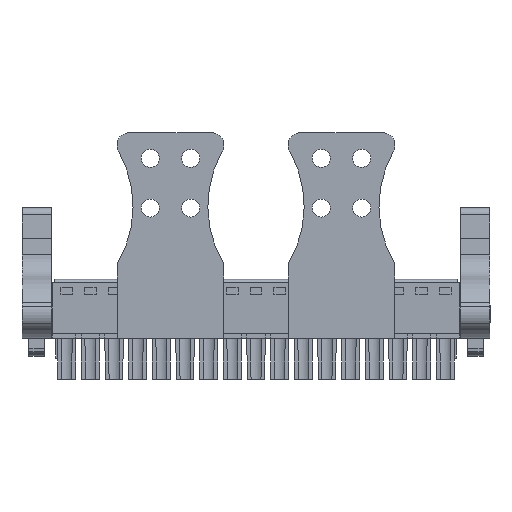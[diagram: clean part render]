
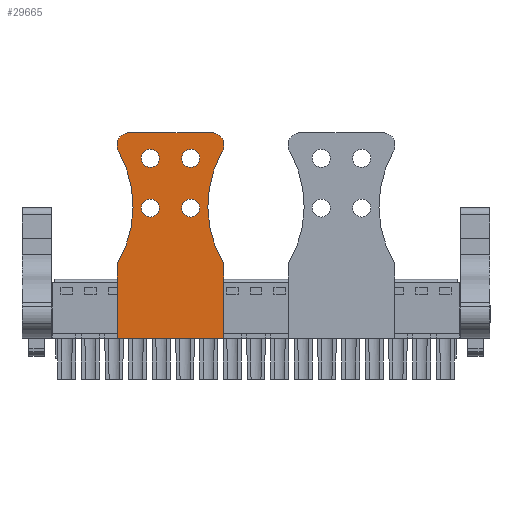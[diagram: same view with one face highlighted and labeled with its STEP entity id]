
A CAD part, front view. The second image highlights one B-rep face of the part: STEP entity #29665.
In plain terms, the highlighted planar face has unit normal (0, -1, 0).
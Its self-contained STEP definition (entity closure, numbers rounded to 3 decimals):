
#29331=AXIS2_PLACEMENT_3D('Circle Axis2P3D',#29329,#29330,$) ;
#29355=AXIS2_PLACEMENT_3D('Circle Axis2P3D',#29353,#29354,$) ;
#29403=AXIS2_PLACEMENT_3D('Circle Axis2P3D',#29401,#29402,$) ;
#29427=AXIS2_PLACEMENT_3D('Circle Axis2P3D',#29425,#29426,$) ;
#29451=AXIS2_PLACEMENT_3D('Circle Axis2P3D',#29449,#29450,$) ;
#29475=AXIS2_PLACEMENT_3D('Circle Axis2P3D',#29473,#29474,$) ;
#29499=AXIS2_PLACEMENT_3D('Circle Axis2P3D',#29497,#29498,$) ;
#29523=AXIS2_PLACEMENT_3D('Circle Axis2P3D',#29521,#29522,$) ;
#29547=AXIS2_PLACEMENT_3D('Circle Axis2P3D',#29545,#29546,$) ;
#29571=AXIS2_PLACEMENT_3D('Circle Axis2P3D',#29569,#29570,$) ;
#29595=AXIS2_PLACEMENT_3D('Circle Axis2P3D',#29593,#29594,$) ;
#29619=AXIS2_PLACEMENT_3D('Circle Axis2P3D',#29617,#29618,$) ;
#29632=AXIS2_PLACEMENT_3D('Plane Axis2P3D',#29629,#29630,#29631) ;
#29204=CARTESIAN_POINT('Vertex',(32.46,0.,18.601)) ;
#29207=CARTESIAN_POINT('Line Origine',(32.46,0.,12.6)) ;
#29211=CARTESIAN_POINT('Vertex',(32.46,0.,6.6)) ;
#29293=CARTESIAN_POINT('Vertex',(15.34,0.,6.6)) ;
#29296=CARTESIAN_POINT('Line Origine',(15.34,0.,12.6)) ;
#29300=CARTESIAN_POINT('Vertex',(15.34,0.,18.601)) ;
#29329=CARTESIAN_POINT('Axis2P3D Location',(-0.315,0.,27.873)) ;
#29333=CARTESIAN_POINT('Vertex',(15.556,0.,36.772)) ;
#29353=CARTESIAN_POINT('Axis2P3D Location',(17.3,0.,37.75)) ;
#29357=CARTESIAN_POINT('Vertex',(17.3,0.,39.75)) ;
#29377=CARTESIAN_POINT('Line Origine',(23.9,0.,39.75)) ;
#29381=CARTESIAN_POINT('Vertex',(30.5,0.,39.75)) ;
#29401=CARTESIAN_POINT('Axis2P3D Location',(30.5,0.,37.75)) ;
#29405=CARTESIAN_POINT('Vertex',(32.244,0.,36.772)) ;
#29425=CARTESIAN_POINT('Axis2P3D Location',(48.115,0.,27.873)) ;
#29446=CARTESIAN_POINT('Vertex',(22.1,0.,27.6)) ;
#29449=CARTESIAN_POINT('Axis2P3D Location',(20.65,0.,27.6)) ;
#29453=CARTESIAN_POINT('Vertex',(19.2,0.,27.6)) ;
#29473=CARTESIAN_POINT('Axis2P3D Location',(20.65,0.,27.6)) ;
#29494=CARTESIAN_POINT('Vertex',(19.2,0.,35.6)) ;
#29497=CARTESIAN_POINT('Axis2P3D Location',(20.65,0.,35.6)) ;
#29501=CARTESIAN_POINT('Vertex',(22.1,0.,35.6)) ;
#29521=CARTESIAN_POINT('Axis2P3D Location',(20.65,0.,35.6)) ;
#29542=CARTESIAN_POINT('Vertex',(25.7,0.,27.6)) ;
#29545=CARTESIAN_POINT('Axis2P3D Location',(27.15,0.,27.6)) ;
#29549=CARTESIAN_POINT('Vertex',(28.6,0.,27.6)) ;
#29569=CARTESIAN_POINT('Axis2P3D Location',(27.15,0.,27.6)) ;
#29590=CARTESIAN_POINT('Vertex',(25.7,0.,35.6)) ;
#29593=CARTESIAN_POINT('Axis2P3D Location',(27.15,0.,35.6)) ;
#29597=CARTESIAN_POINT('Vertex',(28.6,0.,35.6)) ;
#29617=CARTESIAN_POINT('Axis2P3D Location',(27.15,0.,35.6)) ;
#29629=CARTESIAN_POINT('Axis2P3D Location',(8.265,0.,-2.35)) ;
#29634=CARTESIAN_POINT('Line Origine',(23.9,0.,6.6)) ;
#29208=DIRECTION('Vector Direction',(0.,0.,-1.)) ;
#29297=DIRECTION('Vector Direction',(0.,0.,1.)) ;
#29330=DIRECTION('Axis2P3D Direction',(0.,1.,-0.)) ;
#29354=DIRECTION('Axis2P3D Direction',(0.,1.,0.)) ;
#29378=DIRECTION('Vector Direction',(-1.,0.,0.)) ;
#29402=DIRECTION('Axis2P3D Direction',(0.,1.,-0.)) ;
#29426=DIRECTION('Axis2P3D Direction',(0.,1.,0.)) ;
#29450=DIRECTION('Axis2P3D Direction',(0.,1.,0.)) ;
#29474=DIRECTION('Axis2P3D Direction',(0.,1.,0.)) ;
#29498=DIRECTION('Axis2P3D Direction',(0.,1.,-0.)) ;
#29522=DIRECTION('Axis2P3D Direction',(0.,1.,-0.)) ;
#29546=DIRECTION('Axis2P3D Direction',(0.,1.,0.)) ;
#29570=DIRECTION('Axis2P3D Direction',(0.,1.,-0.)) ;
#29594=DIRECTION('Axis2P3D Direction',(0.,1.,0.)) ;
#29618=DIRECTION('Axis2P3D Direction',(0.,1.,-0.)) ;
#29630=DIRECTION('Axis2P3D Direction',(0.,1.,-0.)) ;
#29631=DIRECTION('Axis2P3D XDirection',(-1.,0.,0.)) ;
#29635=DIRECTION('Vector Direction',(1.,0.,0.)) ;
#29209=VECTOR('Line Direction',#29208,1.) ;
#29298=VECTOR('Line Direction',#29297,1.) ;
#29379=VECTOR('Line Direction',#29378,1.) ;
#29636=VECTOR('Line Direction',#29635,1.) ;
#29640=ORIENTED_EDGE('',*,*,#29429,.F.) ;
#29641=ORIENTED_EDGE('',*,*,#29407,.F.) ;
#29642=ORIENTED_EDGE('',*,*,#29383,.F.) ;
#29643=ORIENTED_EDGE('',*,*,#29359,.F.) ;
#29644=ORIENTED_EDGE('',*,*,#29335,.F.) ;
#29645=ORIENTED_EDGE('',*,*,#29302,.F.) ;
#29646=ORIENTED_EDGE('',*,*,#29638,.F.) ;
#29647=ORIENTED_EDGE('',*,*,#29213,.F.) ;
#29650=ORIENTED_EDGE('',*,*,#29477,.T.) ;
#29651=ORIENTED_EDGE('',*,*,#29455,.T.) ;
#29654=ORIENTED_EDGE('',*,*,#29525,.T.) ;
#29655=ORIENTED_EDGE('',*,*,#29503,.T.) ;
#29658=ORIENTED_EDGE('',*,*,#29573,.T.) ;
#29659=ORIENTED_EDGE('',*,*,#29551,.T.) ;
#29662=ORIENTED_EDGE('',*,*,#29621,.T.) ;
#29663=ORIENTED_EDGE('',*,*,#29599,.T.) ;
#29652=FACE_BOUND('',#29649,.T.) ;
#29656=FACE_BOUND('',#29653,.T.) ;
#29660=FACE_BOUND('',#29657,.T.) ;
#29664=FACE_BOUND('',#29661,.T.) ;
#29665=ADVANCED_FACE('Strain relief.1',(#29648,#29652,#29656,#29660,#29664),#29633,.F.) ;
#29332=CIRCLE('generated circle',#29331,18.195) ;
#29356=CIRCLE('generated circle',#29355,2.) ;
#29404=CIRCLE('generated circle',#29403,2.) ;
#29428=CIRCLE('generated circle',#29427,18.195) ;
#29452=CIRCLE('generated circle',#29451,1.45) ;
#29476=CIRCLE('generated circle',#29475,1.45) ;
#29500=CIRCLE('generated circle',#29499,1.45) ;
#29524=CIRCLE('generated circle',#29523,1.45) ;
#29548=CIRCLE('generated circle',#29547,1.45) ;
#29572=CIRCLE('generated circle',#29571,1.45) ;
#29596=CIRCLE('generated circle',#29595,1.45) ;
#29620=CIRCLE('generated circle',#29619,1.45) ;
#29213=EDGE_CURVE('',#29205,#29212,#29210,.T.) ;
#29302=EDGE_CURVE('',#29294,#29301,#29299,.T.) ;
#29335=EDGE_CURVE('',#29301,#29334,#29332,.F.) ;
#29359=EDGE_CURVE('',#29334,#29358,#29356,.T.) ;
#29383=EDGE_CURVE('',#29358,#29382,#29380,.F.) ;
#29407=EDGE_CURVE('',#29382,#29406,#29404,.T.) ;
#29429=EDGE_CURVE('',#29406,#29205,#29428,.F.) ;
#29455=EDGE_CURVE('',#29454,#29447,#29452,.T.) ;
#29477=EDGE_CURVE('',#29447,#29454,#29476,.T.) ;
#29503=EDGE_CURVE('',#29502,#29495,#29500,.T.) ;
#29525=EDGE_CURVE('',#29495,#29502,#29524,.T.) ;
#29551=EDGE_CURVE('',#29550,#29543,#29548,.T.) ;
#29573=EDGE_CURVE('',#29543,#29550,#29572,.T.) ;
#29599=EDGE_CURVE('',#29598,#29591,#29596,.T.) ;
#29621=EDGE_CURVE('',#29591,#29598,#29620,.T.) ;
#29638=EDGE_CURVE('',#29212,#29294,#29637,.F.) ;
#29639=EDGE_LOOP('',(#29640,#29641,#29642,#29643,#29644,#29645,#29646,#29647)) ;
#29649=EDGE_LOOP('',(#29650,#29651)) ;
#29653=EDGE_LOOP('',(#29654,#29655)) ;
#29657=EDGE_LOOP('',(#29658,#29659)) ;
#29661=EDGE_LOOP('',(#29662,#29663)) ;
#29648=FACE_OUTER_BOUND('',#29639,.T.) ;
#29210=LINE('Line',#29207,#29209) ;
#29299=LINE('Line',#29296,#29298) ;
#29380=LINE('Line',#29377,#29379) ;
#29637=LINE('Line',#29634,#29636) ;
#29633=PLANE('',#29632) ;
#29205=VERTEX_POINT('',#29204) ;
#29212=VERTEX_POINT('',#29211) ;
#29294=VERTEX_POINT('',#29293) ;
#29301=VERTEX_POINT('',#29300) ;
#29334=VERTEX_POINT('',#29333) ;
#29358=VERTEX_POINT('',#29357) ;
#29382=VERTEX_POINT('',#29381) ;
#29406=VERTEX_POINT('',#29405) ;
#29447=VERTEX_POINT('',#29446) ;
#29454=VERTEX_POINT('',#29453) ;
#29495=VERTEX_POINT('',#29494) ;
#29502=VERTEX_POINT('',#29501) ;
#29543=VERTEX_POINT('',#29542) ;
#29550=VERTEX_POINT('',#29549) ;
#29591=VERTEX_POINT('',#29590) ;
#29598=VERTEX_POINT('',#29597) ;
